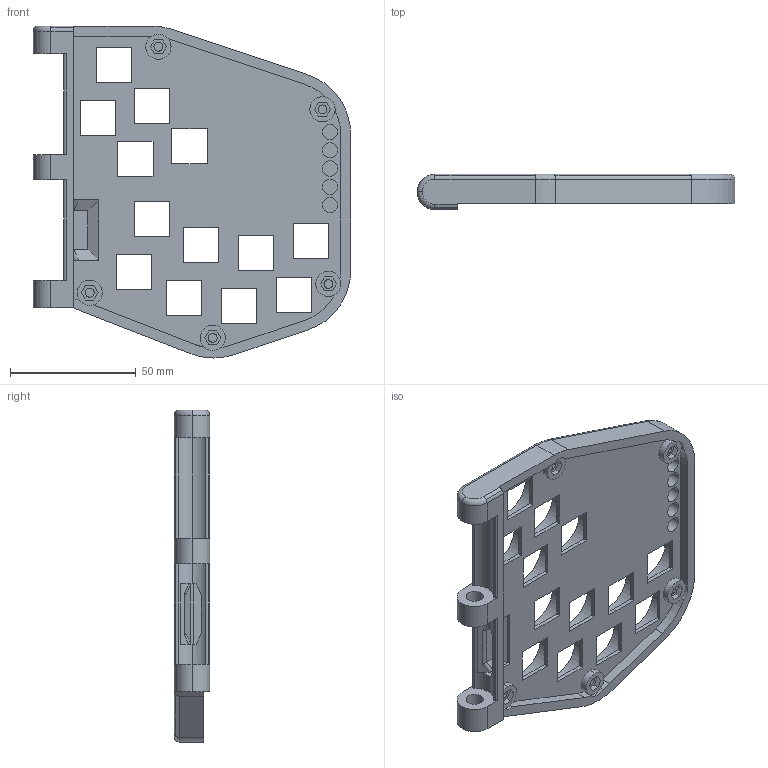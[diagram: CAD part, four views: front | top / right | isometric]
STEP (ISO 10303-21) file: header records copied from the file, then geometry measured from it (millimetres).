
FILE_DESCRIPTION(('HOOPS Exchange Step'),'2;1');
FILE_NAME('temp_export','2025-01-18T15:56:32-06:00',('campagne'),('Shapr3D Limited'),'HOOPS Exchange 2024.6','Shapr3D','Authorized');
FILE_SCHEMA( ('AP242_MANAGED_MODEL_BASED_3D_ENGINEERING_MIM_LF {1 0 10303 442 1 1 4 }') );
Length unit declared in the file: millimetre
Products named in the file (3): Default:1; Top Right Moth CTM v16.step; root
Assembly tree (2 placements, depth 3):
  root
    Top Right Moth CTM v16.step
      Default:1
Bounding box: 126 x 14 x 131.76 mm (x, y, z)
Volume: 75173.2 mm3; surface area: 37293.2 mm2
Topology: 1 solids, 1 shells, 247 faces, 640 edges, 421 vertices
Faces by surface type: plane 148, cylinder 91, torus 7, bspline 1
Full cylindrical faces by diameter (mm): 3.5 x5, 6.1 x5, 6.85 x3, 21.2 x13
Entity records: 7715 total; most frequent: CARTESIAN_POINT 1351, DIRECTION 1335, ORIENTED_EDGE 1278, EDGE_CURVE 639, AXIS2_PLACEMENT_3D 453, VECTOR 429, LINE 429, VERTEX_POINT 421
